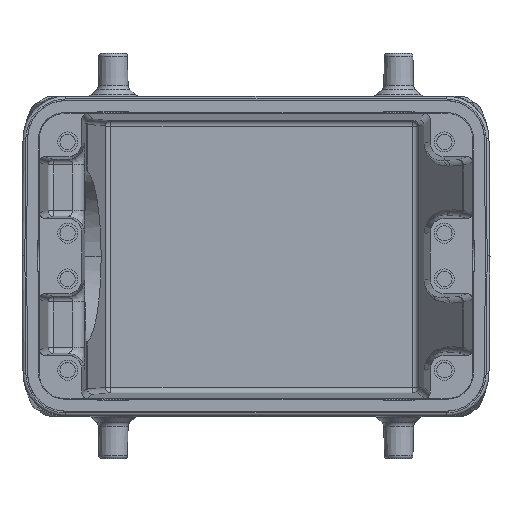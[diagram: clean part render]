
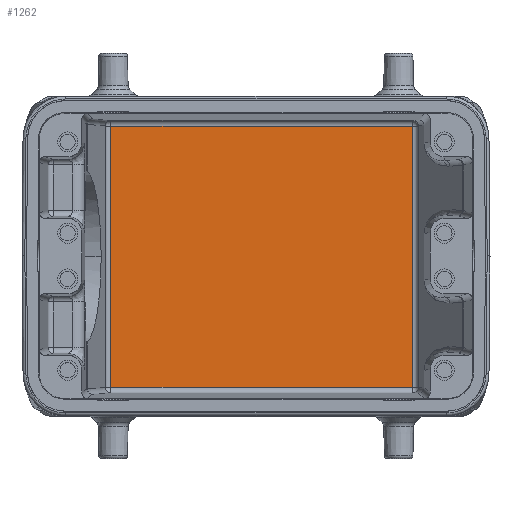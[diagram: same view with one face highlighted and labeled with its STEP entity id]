
A CAD part, top view. The second image highlights one B-rep face of the part: STEP entity #1262.
In plain terms, the highlighted planar face has unit normal (0, 0, 1).
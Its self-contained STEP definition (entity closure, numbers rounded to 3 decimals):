
#418=PLANE('',#9570);
#1262=ADVANCED_FACE('',(#1939),#418,.T.);
#1939=FACE_OUTER_BOUND('',#2488,.T.);
#2488=EDGE_LOOP('',(#5143,#5144,#5145,#5146));
#5143=ORIENTED_EDGE('',*,*,#7427,.F.);
#5144=ORIENTED_EDGE('',*,*,#7328,.F.);
#5145=ORIENTED_EDGE('',*,*,#7331,.T.);
#5146=ORIENTED_EDGE('',*,*,#7426,.T.);
#6000=VERTEX_POINT('',#15783);
#6120=VERTEX_POINT('',#17038);
#6121=VERTEX_POINT('',#17040);
#6171=VERTEX_POINT('',#17298);
#7328=EDGE_CURVE('',#6120,#6121,#8104,.T.);
#7331=EDGE_CURVE('',#6120,#6000,#8105,.T.);
#7426=EDGE_CURVE('',#6000,#6171,#8164,.T.);
#7427=EDGE_CURVE('',#6121,#6171,#8165,.T.);
#8104=LINE('',#17039,#8802);
#8105=LINE('',#17045,#8803);
#8164=LINE('',#17301,#8862);
#8165=LINE('',#17303,#8863);
#8802=VECTOR('',#11444,1.);
#8803=VECTOR('',#11453,1.);
#8862=VECTOR('',#11634,1.);
#8863=VECTOR('',#11637,1.);
#9570=AXIS2_PLACEMENT_3D('',#17304,#11638,#11639);
#11444=DIRECTION('',(0.,1.,0.));
#11453=DIRECTION('',(1.,0.,0.));
#11634=DIRECTION('',(0.,1.,0.));
#11637=DIRECTION('',(1.,0.,0.));
#11638=DIRECTION('',(0.,0.,1.));
#11639=DIRECTION('',(1.,0.,0.));
#15783=CARTESIAN_POINT('',(27.482,-22.891,-74.86));
#17038=CARTESIAN_POINT('',(-25.424,-22.891,-74.86));
#17039=CARTESIAN_POINT('',(-25.424,-22.891,-74.86));
#17040=CARTESIAN_POINT('',(-25.424,22.891,-74.86));
#17045=CARTESIAN_POINT('',(-25.424,-22.891,-74.86));
#17298=CARTESIAN_POINT('',(27.482,22.891,-74.86));
#17301=CARTESIAN_POINT('',(27.482,-22.891,-74.86));
#17303=CARTESIAN_POINT('',(-25.424,22.891,-74.86));
#17304=CARTESIAN_POINT('',(-30.759,-28.,-74.86));
